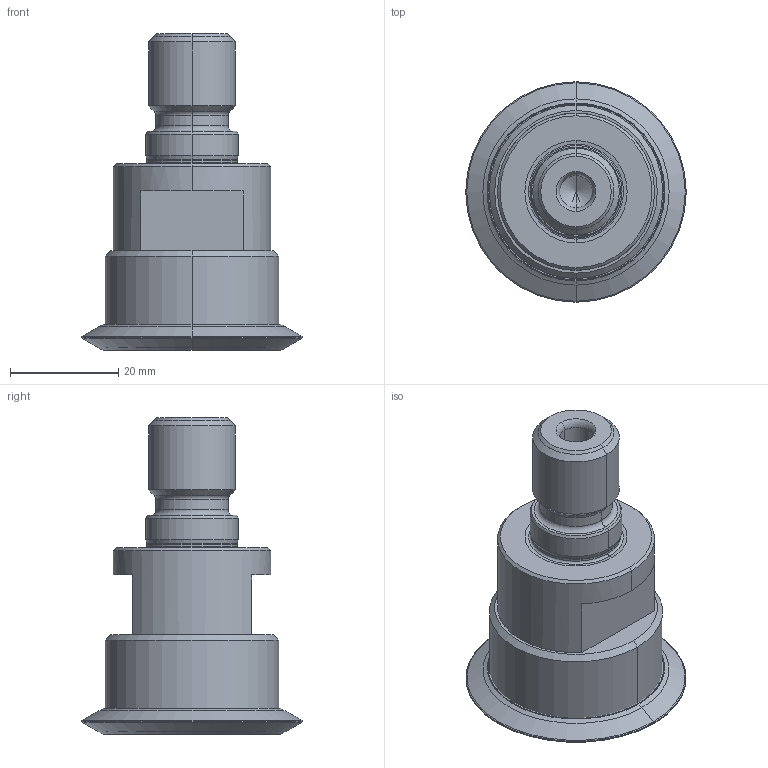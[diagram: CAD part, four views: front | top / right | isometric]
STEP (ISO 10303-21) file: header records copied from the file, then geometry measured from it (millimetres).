
FILE_DESCRIPTION((''),'2;1');
FILE_NAME('17Y1B041055X8R00','2019-08-23T',('schicker'),(''),'CREO PARAMETRIC BY PTC INC, 2017020','CREO PARAMETRIC BY PTC INC, 2017020','');
FILE_SCHEMA(('AUTOMOTIVE_DESIGN { 1 0 10303 214 1 1 1 1 }'));
Length unit declared in the file: millimetre
Products named in the file (3): NOCUT; CUT; 17Y1B041055X8R00
Assembly tree (2 placements, depth 2):
  17Y1B041055X8R00
    NOCUT
    CUT
Bounding box: 40.65 x 40.65 x 58.38 mm (x, y, z)
Volume: 31549.6 mm3; surface area: 9840.9 mm2
Topology: 2 solids, 3 shells, 85 faces, 206 edges, 132 vertices
Faces by surface type: cone 22, cylinder 20, plane 17, revolution 14, torus 12
Entity records: 4986 total; most frequent: CARTESIAN_POINT 1836, DIRECTION 450, ORIENTED_EDGE 348, PRESENTATION_STYLE_ASSIGNMENT 211, STYLED_ITEM 211, CURVE_STYLE 208, AXIS2_PLACEMENT_3D 187, EDGE_CURVE 178
